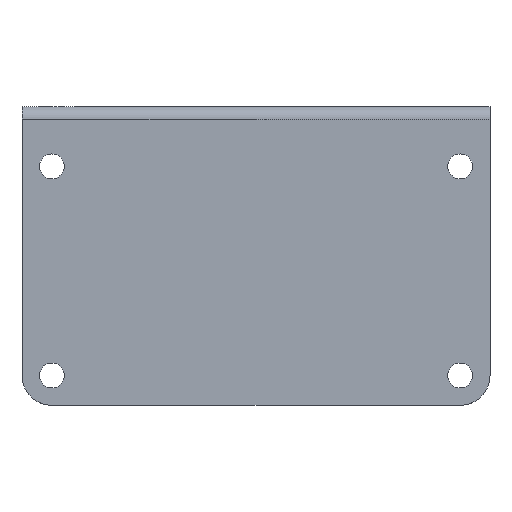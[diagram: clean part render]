
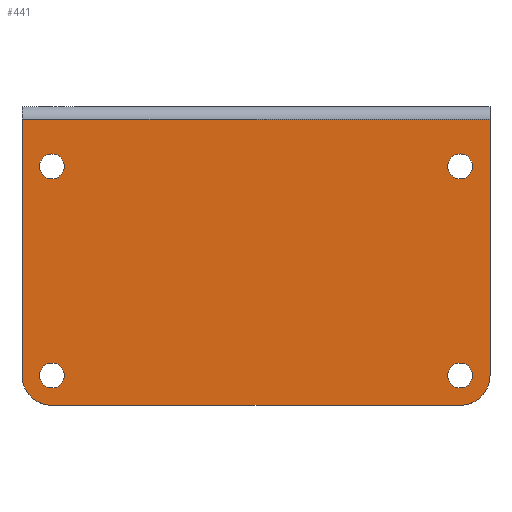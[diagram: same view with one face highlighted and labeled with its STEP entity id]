
A CAD part, top view. The second image highlights one B-rep face of the part: STEP entity #441.
In plain terms, the highlighted planar face has unit normal (0, 0, 1).
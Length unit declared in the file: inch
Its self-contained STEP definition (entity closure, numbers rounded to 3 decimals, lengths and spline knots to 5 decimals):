
#18=FACE_BOUND('',#85,.T.);
#19=FACE_BOUND('',#86,.T.);
#20=FACE_BOUND('',#87,.T.);
#21=FACE_BOUND('',#88,.T.);
#39=PLANE('',#476);
#55=FACE_OUTER_BOUND('',#84,.T.);
#84=EDGE_LOOP('',(#336,#337,#338,#339,#340,#341));
#85=EDGE_LOOP('',(#342));
#86=EDGE_LOOP('',(#343));
#87=EDGE_LOOP('',(#344));
#88=EDGE_LOOP('',(#345));
#135=LINE('',#692,#168);
#138=LINE('',#698,#171);
#139=LINE('',#702,#172);
#140=LINE('',#703,#173);
#168=VECTOR('',#552,3.21875);
#171=VECTOR('',#557,5.125);
#172=VECTOR('',#560,3.21875);
#173=VECTOR('',#561,5.875);
#194=CIRCLE('',#473,0.375);
#196=CIRCLE('',#477,0.375);
#197=CIRCLE('',#478,0.15625);
#198=CIRCLE('',#479,0.15625);
#199=CIRCLE('',#480,0.15625);
#200=CIRCLE('',#481,0.15625);
#226=VERTEX_POINT('',#682);
#227=VERTEX_POINT('',#683);
#230=VERTEX_POINT('',#691);
#232=VERTEX_POINT('',#697);
#233=VERTEX_POINT('',#699);
#234=VERTEX_POINT('',#701);
#235=VERTEX_POINT('',#704);
#236=VERTEX_POINT('',#706);
#237=VERTEX_POINT('',#708);
#238=VERTEX_POINT('',#710);
#268=EDGE_CURVE('',#226,#227,#194,.T.);
#272=EDGE_CURVE('',#227,#230,#135,.T.);
#275=EDGE_CURVE('',#232,#226,#138,.T.);
#276=EDGE_CURVE('',#233,#232,#196,.T.);
#277=EDGE_CURVE('',#234,#233,#139,.T.);
#278=EDGE_CURVE('',#234,#230,#140,.T.);
#279=EDGE_CURVE('',#235,#235,#197,.T.);
#280=EDGE_CURVE('',#236,#236,#198,.T.);
#281=EDGE_CURVE('',#237,#237,#199,.T.);
#282=EDGE_CURVE('',#238,#238,#200,.T.);
#336=ORIENTED_EDGE('',*,*,#268,.F.);
#337=ORIENTED_EDGE('',*,*,#275,.F.);
#338=ORIENTED_EDGE('',*,*,#276,.F.);
#339=ORIENTED_EDGE('',*,*,#277,.F.);
#340=ORIENTED_EDGE('',*,*,#278,.T.);
#341=ORIENTED_EDGE('',*,*,#272,.F.);
#342=ORIENTED_EDGE('',*,*,#279,.T.);
#343=ORIENTED_EDGE('',*,*,#280,.T.);
#344=ORIENTED_EDGE('',*,*,#281,.T.);
#345=ORIENTED_EDGE('',*,*,#282,.T.);
#441=ADVANCED_FACE('',(#55,#18,#19,#20,#21),#39,.T.);
#473=AXIS2_PLACEMENT_3D('',#684,#544,#545);
#476=AXIS2_PLACEMENT_3D('',#696,#555,#556);
#477=AXIS2_PLACEMENT_3D('',#700,#558,#559);
#478=AXIS2_PLACEMENT_3D('',#705,#562,#563);
#479=AXIS2_PLACEMENT_3D('',#707,#564,#565);
#480=AXIS2_PLACEMENT_3D('',#709,#566,#567);
#481=AXIS2_PLACEMENT_3D('',#711,#568,#569);
#544=DIRECTION('center_axis',(0.,0.,-1.));
#545=DIRECTION('ref_axis',(-0.707,-0.707,0.));
#552=DIRECTION('',(0.,1.,0.));
#555=DIRECTION('center_axis',(0.,0.,1.));
#556=DIRECTION('ref_axis',(1.,0.,0.));
#557=DIRECTION('',(-1.,0.,0.));
#558=DIRECTION('center_axis',(0.,0.,-1.));
#559=DIRECTION('ref_axis',(0.707,-0.707,0.));
#560=DIRECTION('',(0.,-1.,0.));
#561=DIRECTION('',(-1.,0.,0.));
#562=DIRECTION('center_axis',(0.,0.,-1.));
#563=DIRECTION('ref_axis',(-1.,0.,0.));
#564=DIRECTION('center_axis',(0.,0.,-1.));
#565=DIRECTION('ref_axis',(-1.,0.,0.));
#566=DIRECTION('center_axis',(0.,0.,-1.));
#567=DIRECTION('ref_axis',(-1.,0.,0.));
#568=DIRECTION('center_axis',(0.,0.,-1.));
#569=DIRECTION('ref_axis',(-1.,0.,0.));
#682=CARTESIAN_POINT('',(0.375,0.,0.125));
#683=CARTESIAN_POINT('',(0.,0.375,0.125));
#684=CARTESIAN_POINT('Origin',(0.375,0.375,0.125));
#691=CARTESIAN_POINT('',(0.,3.59375,0.125));
#692=CARTESIAN_POINT('',(0.,0.,0.125));
#696=CARTESIAN_POINT('Origin',(2.9375,1.875,0.125));
#697=CARTESIAN_POINT('',(5.5,0.,0.125));
#698=CARTESIAN_POINT('',(5.875,0.,0.125));
#699=CARTESIAN_POINT('',(5.875,0.375,0.125));
#700=CARTESIAN_POINT('Origin',(5.5,0.375,0.125));
#701=CARTESIAN_POINT('',(5.875,3.59375,0.125));
#702=CARTESIAN_POINT('',(5.875,3.75,0.125));
#703=CARTESIAN_POINT('',(4.40625,3.59375,0.125));
#704=CARTESIAN_POINT('',(0.53125,0.375,0.125));
#705=CARTESIAN_POINT('Origin',(0.375,0.375,0.125));
#706=CARTESIAN_POINT('',(5.65625,0.375,0.125));
#707=CARTESIAN_POINT('Origin',(5.5,0.375,0.125));
#708=CARTESIAN_POINT('',(5.65625,3.,0.125));
#709=CARTESIAN_POINT('Origin',(5.5,3.,0.125));
#710=CARTESIAN_POINT('',(0.53125,3.,0.125));
#711=CARTESIAN_POINT('Origin',(0.375,3.,0.125));
